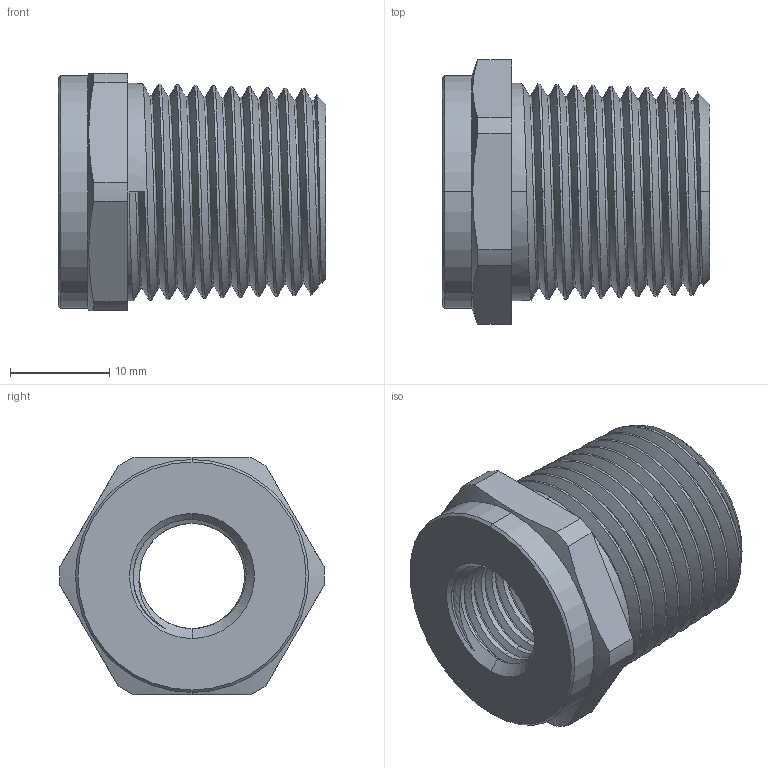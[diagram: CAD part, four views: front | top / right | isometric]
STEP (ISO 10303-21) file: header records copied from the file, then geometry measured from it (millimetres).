
FILE_DESCRIPTION (( 'STEP AP203' ), '1' );
FILE_NAME ('D8614120.STEP', '2021-12-20T15:26:10', ( '' ), ( '' ), 'SwSTEP 2.0', 'SolidWorks 2022', '' );
FILE_SCHEMA (( 'CONFIG_CONTROL_DESIGN' ));
Length unit declared in the file: millimetre
Products named in the file (1): D8614120
Bounding box: 27 x 26.69 x 24 mm (x, y, z)
Volume: 7029.8 mm3; surface area: 4718.4 mm2
Topology: 1 solids, 1 shells, 91 faces, 258 edges, 170 vertices
Faces by surface type: cylinder 43, cone 32, plane 10, bspline 6
Entity records: 14541 total; most frequent: CARTESIAN_POINT 12431, ORIENTED_EDGE 516, DIRECTION 325, EDGE_CURVE 258, VERTEX_POINT 170, AXIS2_PLACEMENT_3D 118, EDGE_LOOP 94, FACE_OUTER_BOUND 91
